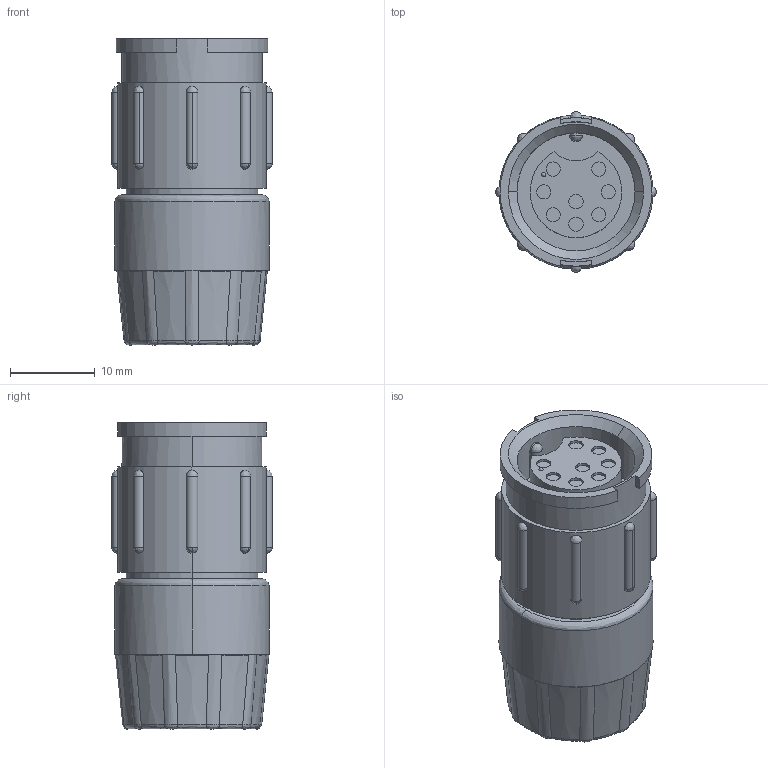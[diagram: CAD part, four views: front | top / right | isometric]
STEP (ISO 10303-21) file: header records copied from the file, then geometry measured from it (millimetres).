
FILE_DESCRIPTION (( 'STEP AP203' ), '1' );
FILE_NAME ('5282-8SG-321.STEP', '2014-03-31T16:02:57', ( '' ), ( '' ), 'SwSTEP 2.0', 'SolidWorks 2014', '' );
FILE_SCHEMA (( 'CONFIG_CONTROL_DESIGN' ));
Length unit declared in the file: inch
Products named in the file (1): 5282-8SG-321
Bounding box: 18.92 x 18.92 x 36.14 mm (x, y, z)
Volume: 7778.4 mm3; surface area: 3307.1 mm2
Topology: 1 solids, 1 shells, 183 faces, 470 edges, 284 vertices
Faces by surface type: bspline 80, cylinder 54, plane 36, cone 13
Entity records: 6714 total; most frequent: CARTESIAN_POINT 2866, ORIENTED_EDGE 884, DIRECTION 677, EDGE_CURVE 442, AXIS2_PLACEMENT_3D 295, VERTEX_POINT 284, EDGE_LOOP 206, CIRCLE 191
